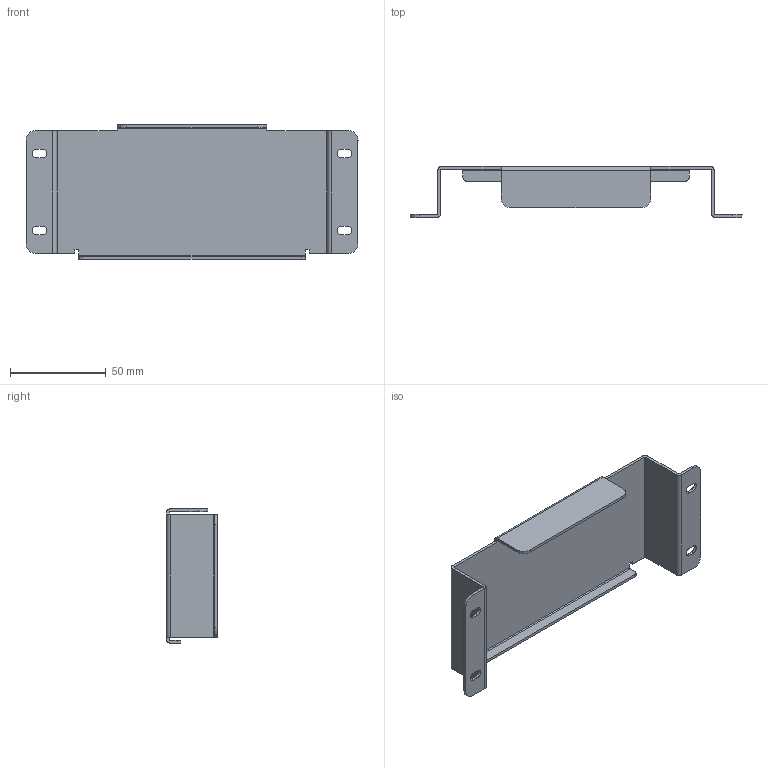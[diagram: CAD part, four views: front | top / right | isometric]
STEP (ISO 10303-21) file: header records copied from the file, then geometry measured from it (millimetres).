
FILE_DESCRIPTION (( 'STEP AP203' ), '1' );
FILE_NAME ('MS001-A.02.014JS.1.1MS001-A蝠遙儂嘐隅盓殤.step', '2021-08-27T10:46:28', ( 'Windows User' ), ( 'P R C' ), 'SwSTEP 2.0', 'SolidWorks 2016', '' );
FILE_SCHEMA (( 'CONFIG_CONTROL_DESIGN' ));
Length unit declared in the file: millimetre
Products named in the file (1): MS001-A.02.014JS.1.1MS001-A蝠遙儂嘐隅盓殤
Bounding box: 173 x 26.5 x 70 mm (x, y, z)
Volume: 25097 mm3; surface area: 34505 mm2
Topology: 1 solids, 1 shells, 66 faces, 192 edges, 128 vertices
Faces by surface type: plane 38, bspline 14, cylinder 14
Entity records: 2669 total; most frequent: CARTESIAN_POINT 985, ORIENTED_EDGE 384, DIRECTION 254, EDGE_CURVE 192, VERTEX_POINT 128, VECTOR 92, LINE 92, AXIS2_PLACEMENT_3D 81
